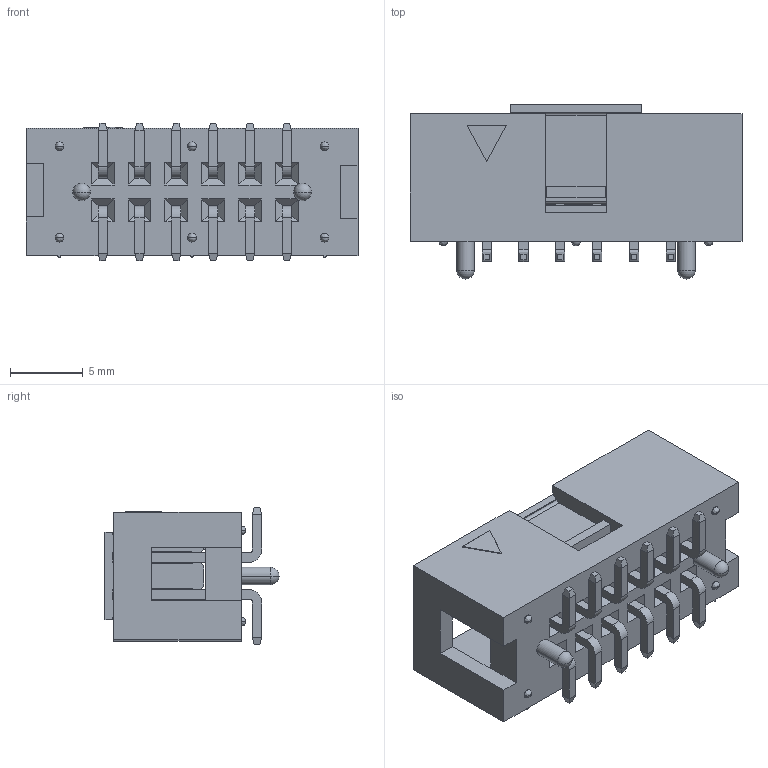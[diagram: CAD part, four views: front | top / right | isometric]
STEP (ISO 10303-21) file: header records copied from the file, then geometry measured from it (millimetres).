
FILE_DESCRIPTION((''),'2;1');
FILE_NAME('SPHS_ASM','2023-11-20T',('gain.gao'),(''),'PRO/ENGINEER BY PARAMETRIC TECHNOLOGY CORPORATION, 2015440','PRO/ENGINEER BY PARAMETRIC TECHNOLOGY CORPORATION, 2015440','');
FILE_SCHEMA(('AUTOMOTIVE_DESIGN { 1 0 10303 214 1 1 1 1 }'));
Length unit declared in the file: millimetre
Products named in the file (10): MSBR-6260_1; LAYER_ASM_1_ASM; MSBR-13490_1; LAYER_1_ASM_1_ASM; MSBR-73570_1; LAYER_20_ASM_1_ASM; MSBR-89130_1; LAYER_21_ASM_1_ASM; SPHS12S-VB-1-R_ASM_1_ASM; SPHS_ASM
Assembly tree (19 placements, depth 4):
  SPHS_ASM
    SPHS12S-VB-1-R_ASM_1_ASM
      LAYER_ASM_1_ASM
        MSBR-6260_1  x6
      LAYER_1_ASM_1_ASM
        MSBR-13490_1  x6
      LAYER_20_ASM_1_ASM
        MSBR-73570_1
      LAYER_21_ASM_1_ASM
        MSBR-89130_1
Bounding box: 22.89 x 12 x 9.5 mm (x, y, z)
Volume: 1127.6 mm3; surface area: 2190 mm2
Topology: 14 solids, 14 shells, 420 faces, 1010 edges, 614 vertices
Faces by surface type: plane 353, cylinder 51, sphere 8, bspline 8
Entity records: 11368 total; most frequent: CARTESIAN_POINT 1512, DIRECTION 1254, ORIENTED_EDGE 1204, PRESENTATION_STYLE_ASSIGNMENT 810, STYLED_ITEM 810, CURVE_STYLE 602, EDGE_CURVE 602, VECTOR 508
